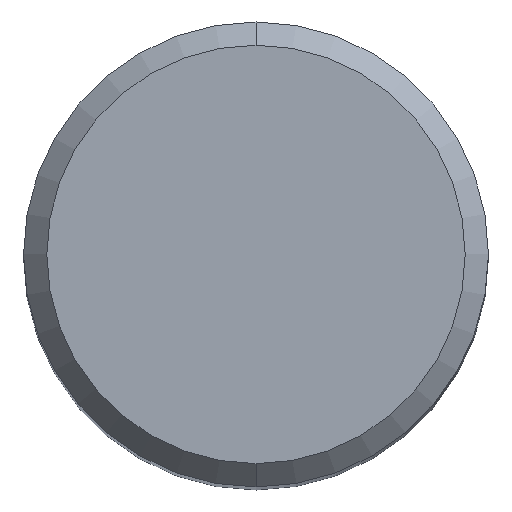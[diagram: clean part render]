
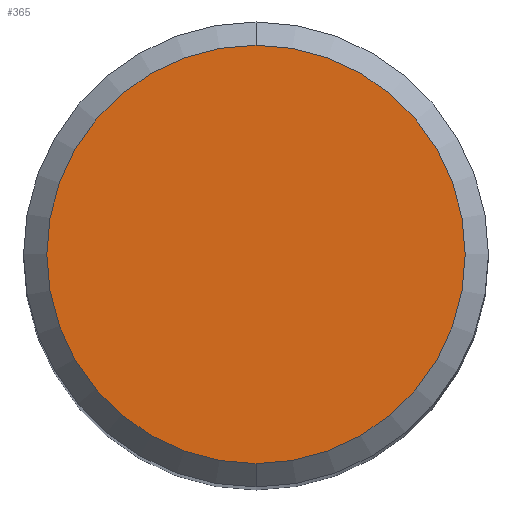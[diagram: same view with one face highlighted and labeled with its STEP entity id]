
A CAD part, top view. The second image highlights one B-rep face of the part: STEP entity #365.
In plain terms, the highlighted planar face has unit normal (0, 0, 1).
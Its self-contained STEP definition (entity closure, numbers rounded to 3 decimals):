
#365=ADVANCED_FACE('',(#674),#675,.T.);
#381=VERTEX_POINT('',#693);
#389=EDGE_CURVE('',#381,#427,#703,.T.);
#427=VERTEX_POINT('',#746);
#437=EDGE_CURVE('',#427,#381,#756,.T.);
#674=FACE_OUTER_BOUND('',#1252,.T.);
#675=PLANE('',#1253);
#693=CARTESIAN_POINT('',(0.0,4.5,0.0));
#703=CIRCLE('',#1310,4.5);
#746=CARTESIAN_POINT('',(0.,-4.5,0.0));
#756=CIRCLE('',#1409,4.5);
#1252=EDGE_LOOP('',(#1638,#1639));
#1253=AXIS2_PLACEMENT_3D('',#1640,#1641,#1642);
#1310=AXIS2_PLACEMENT_3D('',#1693,#1694,#1695);
#1409=AXIS2_PLACEMENT_3D('',#1746,#1747,#1748);
#1638=ORIENTED_EDGE('',*,*,#389,.F.);
#1639=ORIENTED_EDGE('',*,*,#437,.F.);
#1640=CARTESIAN_POINT('',(0.0,2.25,0.0));
#1641=DIRECTION('',(-0.0,0.0,1.0));
#1642=DIRECTION('',(0.0,-1.0,0.0));
#1693=CARTESIAN_POINT('',(0.0,0.0,0.0));
#1694=DIRECTION('',(0.0,0.0,-1.0));
#1695=DIRECTION('',(0.0,1.0,0.0));
#1746=CARTESIAN_POINT('',(0.0,0.0,0.0));
#1747=DIRECTION('',(0.0,0.0,-1.0));
#1748=DIRECTION('',(0.0,1.0,0.0));
